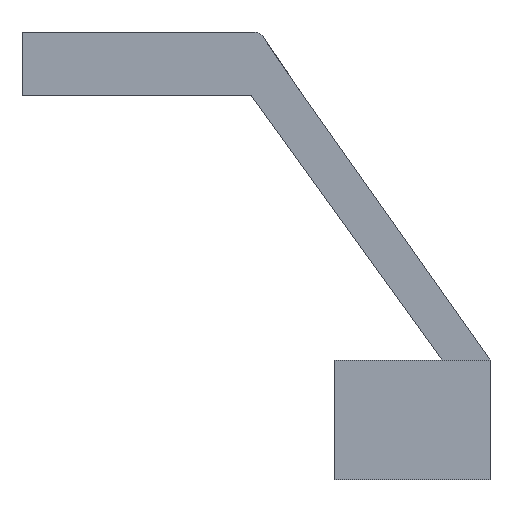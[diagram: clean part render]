
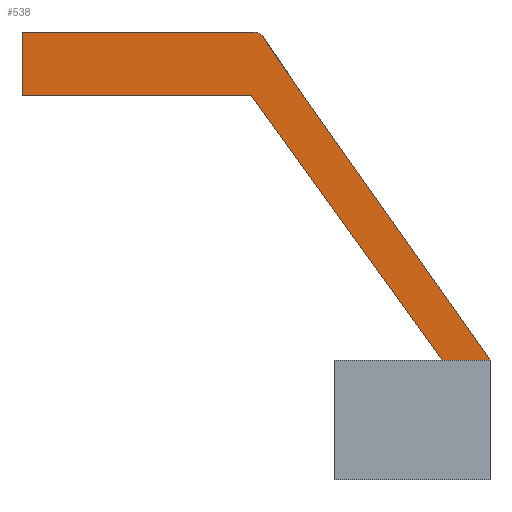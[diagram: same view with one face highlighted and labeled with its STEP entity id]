
A CAD part, left-side view. The second image highlights one B-rep face of the part: STEP entity #538.
In plain terms, the highlighted planar face has unit normal (-1, 0, 0).
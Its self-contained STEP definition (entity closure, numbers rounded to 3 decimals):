
#26=PLANE('',#586);
#54=FACE_OUTER_BOUND('',#82,.T.);
#82=EDGE_LOOP('',(#426,#427,#428,#429,#430,#431,#432,#433));
#113=LINE('',#777,#183);
#123=LINE('',#804,#193);
#126=LINE('',#809,#196);
#128=LINE('',#813,#198);
#130=LINE('',#817,#200);
#131=LINE('',#818,#201);
#132=LINE('',#819,#202);
#183=VECTOR('',#629,10.);
#193=VECTOR('',#657,10.);
#196=VECTOR('',#662,10.);
#198=VECTOR('',#666,10.);
#200=VECTOR('',#670,10.);
#201=VECTOR('',#671,10.);
#202=VECTOR('',#672,10.);
#243=CIRCLE('',#576,2.);
#259=VERTEX_POINT('',#774);
#260=VERTEX_POINT('',#776);
#261=VERTEX_POINT('',#780);
#267=VERTEX_POINT('',#802);
#268=VERTEX_POINT('',#803);
#269=VERTEX_POINT('',#808);
#270=VERTEX_POINT('',#812);
#271=VERTEX_POINT('',#816);
#311=EDGE_CURVE('',#260,#259,#113,.T.);
#313=EDGE_CURVE('',#261,#259,#243,.T.);
#324=EDGE_CURVE('',#267,#268,#123,.T.);
#327=EDGE_CURVE('',#260,#269,#126,.T.);
#329=EDGE_CURVE('',#267,#270,#128,.T.);
#331=EDGE_CURVE('',#271,#261,#130,.T.);
#332=EDGE_CURVE('',#270,#271,#131,.T.);
#333=EDGE_CURVE('',#269,#268,#132,.T.);
#426=ORIENTED_EDGE('',*,*,#313,.F.);
#427=ORIENTED_EDGE('',*,*,#331,.F.);
#428=ORIENTED_EDGE('',*,*,#332,.F.);
#429=ORIENTED_EDGE('',*,*,#329,.F.);
#430=ORIENTED_EDGE('',*,*,#324,.T.);
#431=ORIENTED_EDGE('',*,*,#333,.F.);
#432=ORIENTED_EDGE('',*,*,#327,.F.);
#433=ORIENTED_EDGE('',*,*,#311,.T.);
#538=ADVANCED_FACE('',(#54),#26,.T.);
#576=AXIS2_PLACEMENT_3D('',#781,#633,#634);
#586=AXIS2_PLACEMENT_3D('',#815,#668,#669);
#629=DIRECTION('',(0.,0.563,0.826));
#633=DIRECTION('center_axis',(1.,0.,0.));
#634=DIRECTION('ref_axis',(0.,-0.467,0.884));
#657=DIRECTION('',(0.,-0.585,-0.811));
#662=DIRECTION('',(0.,-0.577,-0.817));
#666=DIRECTION('',(0.,1.,0.));
#668=DIRECTION('center_axis',(-1.,0.,0.));
#669=DIRECTION('ref_axis',(0.,0.,1.));
#670=DIRECTION('',(0.,-1.,0.));
#671=DIRECTION('',(0.,0.,1.));
#672=DIRECTION('',(0.,1.,0.));
#774=CARTESIAN_POINT('',(-5.,43.631,75.127));
#776=CARTESIAN_POINT('',(-5.,35.942,63.85));
#777=CARTESIAN_POINT('',(-5.,34.38,61.56));
#780=CARTESIAN_POINT('',(-5.,45.284,76.));
#781=CARTESIAN_POINT('Origin',(-5.,45.284,74.));
#802=CARTESIAN_POINT('',(-5.,45.942,63.85));
#803=CARTESIAN_POINT('',(-5.,9.258,13.));
#804=CARTESIAN_POINT('',(-5.,45.942,63.85));
#808=CARTESIAN_POINT('',(-5.,0.,13.));
#809=CARTESIAN_POINT('',(-5.,35.942,63.85));
#812=CARTESIAN_POINT('',(-5.,90.,63.85));
#813=CARTESIAN_POINT('',(-5.,0.,63.85));
#815=CARTESIAN_POINT('Origin',(-5.,0.,63.85));
#816=CARTESIAN_POINT('',(-5.,90.,76.));
#817=CARTESIAN_POINT('',(-5.,0.,76.));
#818=CARTESIAN_POINT('',(-5.,90.,74.));
#819=CARTESIAN_POINT('',(-5.,11.485,13.));
